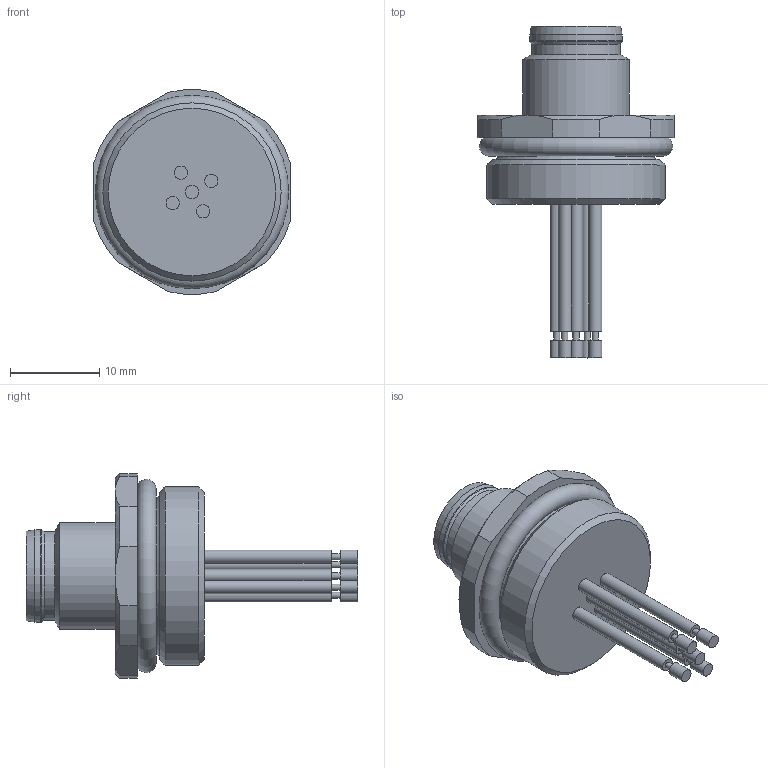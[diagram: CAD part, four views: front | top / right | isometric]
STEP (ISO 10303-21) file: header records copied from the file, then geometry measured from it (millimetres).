
FILE_DESCRIPTION(/* description */ (''),/* implementation_level */ '2;1');
FILE_NAME(/* name */ 'EC-FS5-m_20.stp',/* time_stamp */ '2023-08-24T13:03:00+02:00',/* author */ ('ESCHA GmbH & Co. KG'),/* organization */ ('ESCHA GmbH & Co. KG'),/* preprocessor_version */ 'ST-DEVELOPER v16',/* originating_system */ 'SIEMENS PLM Software NX 10.0',/* authorisation */ '');
FILE_SCHEMA (('AUTOMOTIVE_DESIGN { 1 0 10303 214 3 1 1 1 }'));
Length unit declared in the file: millimetre
Products named in the file (1): 5000715__Flanschgehaeuse_Stecker_part_98692
Bounding box: 22 x 37.25 x 22.93 mm (x, y, z)
Volume: 4083.2 mm3; surface area: 2769.3 mm2
Topology: 1 solids, 1 shells, 126 faces, 269 edges, 172 vertices
Faces by surface type: cylinder 54, plane 47, cone 16, torus 9
Full cylindrical faces by diameter (mm): 0.7 x5, 1 x10, 1.5 x10, 2 x1, 8.375 x1, 9.881 x1, 10 x1, 10.4 x1, 12 x1, 17.5 x1, 20 x1
Entity records: 3144 total; most frequent: DIRECTION 578, CARTESIAN_POINT 563, ORIENTED_EDGE 416, AXIS2_PLACEMENT_3D 257, EDGE_CURVE 208, EDGE_LOOP 204, VERTEX_POINT 162, FACE_BOUND 149
